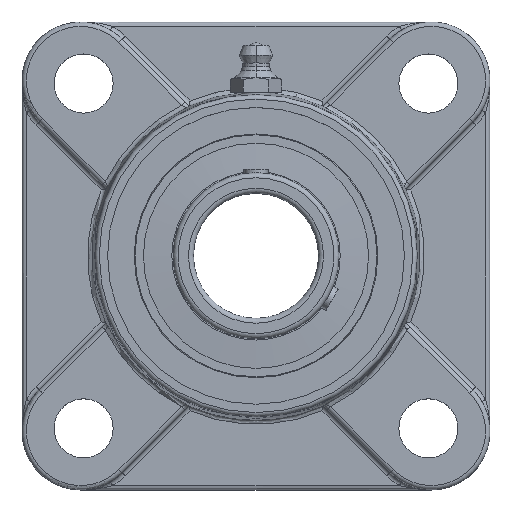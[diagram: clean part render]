
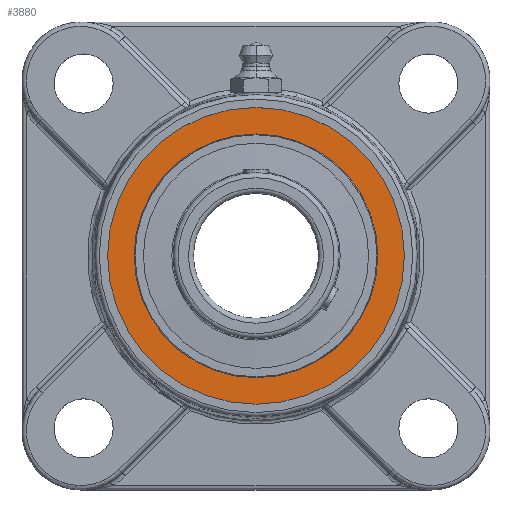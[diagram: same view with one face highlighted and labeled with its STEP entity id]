
A CAD part, top view. The second image highlights one B-rep face of the part: STEP entity #3880.
In plain terms, the highlighted planar face has unit normal (0, 0, 1).
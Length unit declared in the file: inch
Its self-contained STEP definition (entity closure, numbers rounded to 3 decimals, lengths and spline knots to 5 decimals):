
#3805=CARTESIAN_POINT('',(-1.18602,-0.,0.94488));
#3806=VERTEX_POINT('',#3805);
#3815=CARTESIAN_POINT('',(1.18602,0.,0.94488));
#3816=VERTEX_POINT('',#3815);
#3817=CARTESIAN_POINT('',(-0.,0.,0.94488));
#3818=DIRECTION('',(0.,0.,1.));
#3819=DIRECTION('',(1.,0.,-0.));
#3820=AXIS2_PLACEMENT_3D('',#3817,#3818,#3819);
#3821=CIRCLE('',#3820,1.18602);
#3822=EDGE_CURVE('',#3816,#3806,#3821,.T.);
#3824=CARTESIAN_POINT('',(-0.,0.,0.94488));
#3825=DIRECTION('',(0.,0.,1.));
#3826=DIRECTION('',(1.,0.,-0.));
#3827=AXIS2_PLACEMENT_3D('',#3824,#3825,#3826);
#3828=CIRCLE('',#3827,1.18602);
#3829=EDGE_CURVE('',#3806,#3816,#3828,.T.);
#3851=CARTESIAN_POINT('',(-0.,0.,0.94488));
#3852=DIRECTION('',(0.,0.,1.));
#3853=DIRECTION('',(1.,0.,0.));
#3854=AXIS2_PLACEMENT_3D('',#3851,#3852,#3853);
#3855=PLANE('',#3854);
#3856=CARTESIAN_POINT('',(-0.97396,0.,0.94488));
#3857=VERTEX_POINT('',#3856);
#3858=CARTESIAN_POINT('',(-0.,0.97396,0.94488));
#3859=VERTEX_POINT('',#3858);
#3860=CARTESIAN_POINT('',(0.,0.,0.94488));
#3861=DIRECTION('',(0.,0.,1.));
#3862=DIRECTION('',(0.,-1.,0.));
#3863=AXIS2_PLACEMENT_3D('',#3860,#3861,#3862);
#3864=CIRCLE('',#3863,0.97396);
#3865=EDGE_CURVE('',#3857,#3859,#3864,.T.);
#3866=ORIENTED_EDGE('',*,*,#3865,.F.);
#3867=CARTESIAN_POINT('',(0.,0.,0.94488));
#3868=DIRECTION('',(0.,0.,1.));
#3869=DIRECTION('',(0.,-1.,0.));
#3870=AXIS2_PLACEMENT_3D('',#3867,#3868,#3869);
#3871=CIRCLE('',#3870,0.97396);
#3872=EDGE_CURVE('',#3859,#3857,#3871,.T.);
#3873=ORIENTED_EDGE('',*,*,#3872,.F.);
#3874=EDGE_LOOP('',(#3866,#3873));
#3875=FACE_BOUND('',#3874,.T.);
#3876=ORIENTED_EDGE('',*,*,#3822,.T.);
#3877=ORIENTED_EDGE('',*,*,#3829,.T.);
#3878=EDGE_LOOP('',(#3876,#3877));
#3879=FACE_BOUND('',#3878,.T.);
#3880=ADVANCED_FACE('',(#3875,#3879),#3855,.T.);
